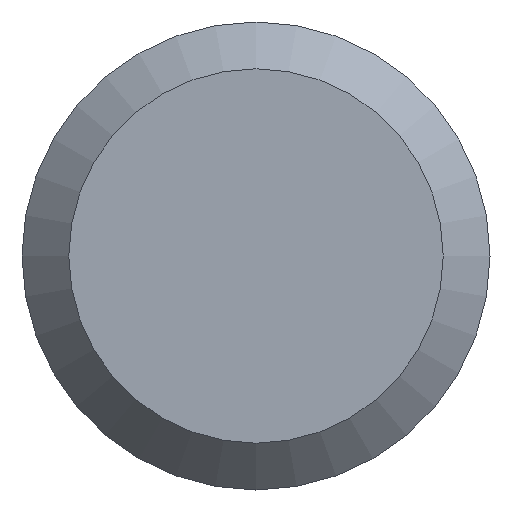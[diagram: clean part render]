
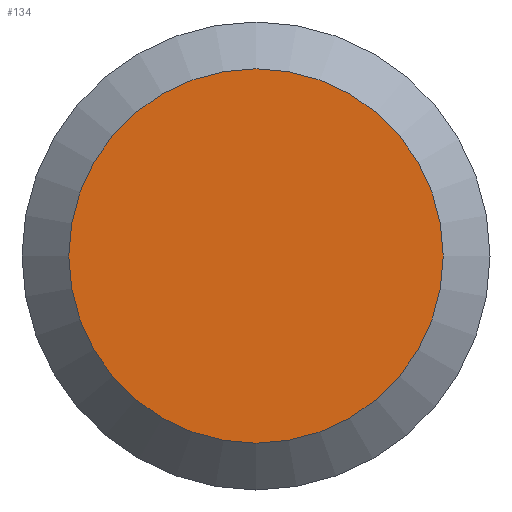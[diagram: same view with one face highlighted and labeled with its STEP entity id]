
A CAD part, left-side view. The second image highlights one B-rep face of the part: STEP entity #134.
In plain terms, the highlighted planar face has unit normal (-1, 0, 0).
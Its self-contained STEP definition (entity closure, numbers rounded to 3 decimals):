
#5 = VERTEX_POINT ( 'NONE', #19 ) ;
#19 = CARTESIAN_POINT ( 'NONE',  ( 0., 0., -5.12 ) ) ;
#25 = CIRCLE ( 'NONE', #187, 5.12 ) ;
#38 = EDGE_LOOP ( 'NONE', ( #191 ) ) ;
#63 = DIRECTION ( 'NONE',  ( 0., 0., -1. ) ) ;
#66 = CARTESIAN_POINT ( 'NONE',  ( 0., 6.4, 0. ) ) ;
#73 = EDGE_CURVE ( 'NONE', #5, #5, #25, .T. ) ;
#79 = DIRECTION ( 'NONE',  ( 1., 0., 0. ) ) ;
#81 = PLANE ( 'NONE',  #204 ) ;
#84 = CARTESIAN_POINT ( 'NONE',  ( 0., 0., 0. ) ) ;
#100 = DIRECTION ( 'NONE',  ( 0., 0., -1. ) ) ;
#134 = ADVANCED_FACE ( 'NONE', ( #141 ), #81, .F. ) ;
#141 = FACE_OUTER_BOUND ( 'NONE', #38, .T. ) ;
#186 = DIRECTION ( 'NONE',  ( -1., 0., 0. ) ) ;
#187 = AXIS2_PLACEMENT_3D ( 'NONE', #84, #186, #63 ) ;
#191 = ORIENTED_EDGE ( 'NONE', *, *, #73, .T. ) ;
#204 = AXIS2_PLACEMENT_3D ( 'NONE', #66, #79, #100 ) ;
